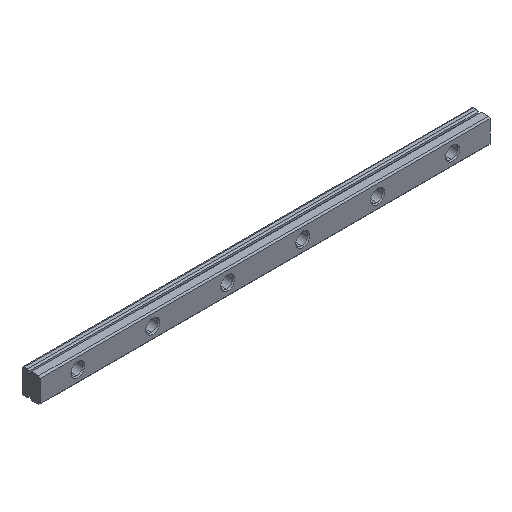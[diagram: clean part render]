
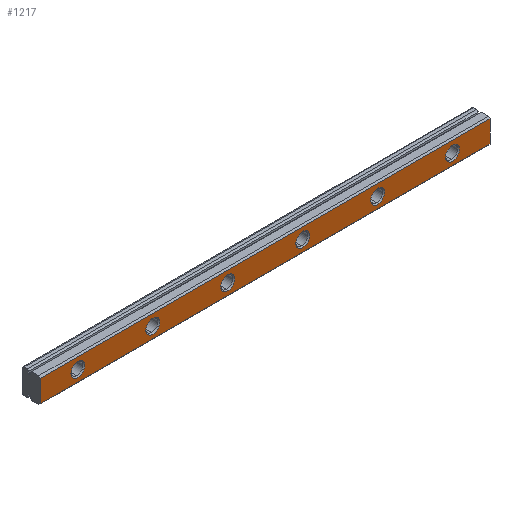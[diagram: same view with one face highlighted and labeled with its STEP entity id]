
A CAD part, isometric view. The second image highlights one B-rep face of the part: STEP entity #1217.
In plain terms, the highlighted planar face has unit normal (0, -1, 0).
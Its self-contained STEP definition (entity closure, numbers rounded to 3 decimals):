
#27 = AXIS2_PLACEMENT_3D ( 'NONE', #1047, #1039, #1014 ) ;
#47 = EDGE_CURVE ( 'NONE', #1089, #694, #1645, .T. ) ;
#49 = DIRECTION ( 'NONE',  ( 0., 0., 1. ) ) ;
#54 = ORIENTED_EDGE ( 'NONE', *, *, #362, .T. ) ;
#58 = EDGE_LOOP ( 'NONE', ( #1770, #1509, #1279, #490 ) ) ;
#64 = CARTESIAN_POINT ( 'NONE',  ( 22.5, 0., 1.4 ) ) ;
#95 = DIRECTION ( 'NONE',  ( 0., 0., 1. ) ) ;
#108 = CARTESIAN_POINT ( 'NONE',  ( 67.5, 0., 0. ) ) ;
#129 = FACE_BOUND ( 'NONE', #644, .T. ) ;
#135 = VERTEX_POINT ( 'NONE', #1372 ) ;
#178 = VERTEX_POINT ( 'NONE', #1589 ) ;
#189 = CARTESIAN_POINT ( 'NONE',  ( 22.5, 0., -1.4 ) ) ;
#191 = CIRCLE ( 'NONE', #1241, 1.4 ) ;
#195 = CARTESIAN_POINT ( 'NONE',  ( 37.5, 0., -1.4 ) ) ;
#230 = CIRCLE ( 'NONE', #2105, 1.4 ) ;
#240 = ORIENTED_EDGE ( 'NONE', *, *, #1322, .T. ) ;
#257 = CARTESIAN_POINT ( 'NONE',  ( 90., 0., 2.2 ) ) ;
#262 = CIRCLE ( 'NONE', #667, 1.4 ) ;
#339 = VERTEX_POINT ( 'NONE', #189 ) ;
#343 = LINE ( 'NONE', #958, #401 ) ;
#355 = ORIENTED_EDGE ( 'NONE', *, *, #1086, .T. ) ;
#359 = CARTESIAN_POINT ( 'NONE',  ( 82.5, 0., 0. ) ) ;
#362 = EDGE_CURVE ( 'NONE', #663, #178, #191, .T. ) ;
#369 = DIRECTION ( 'NONE',  ( 0., 0., 1. ) ) ;
#375 = AXIS2_PLACEMENT_3D ( 'NONE', #788, #812, #810 ) ;
#379 = CIRCLE ( 'NONE', #813, 1.4 ) ;
#383 = CARTESIAN_POINT ( 'NONE',  ( 90., 0., 2.2 ) ) ;
#386 = EDGE_CURVE ( 'NONE', #854, #1985, #982, .T. ) ;
#400 = DIRECTION ( 'NONE',  ( 0., 1., 0. ) ) ;
#401 = VECTOR ( 'NONE', #1464, 1000. ) ;
#420 = CARTESIAN_POINT ( 'NONE',  ( 52.5, 0., 1.4 ) ) ;
#490 = ORIENTED_EDGE ( 'NONE', *, *, #1756, .T. ) ;
#500 = CARTESIAN_POINT ( 'NONE',  ( 67.5, 0., 1.4 ) ) ;
#514 = ORIENTED_EDGE ( 'NONE', *, *, #1715, .T. ) ;
#515 = DIRECTION ( 'NONE',  ( 0., 1., 0. ) ) ;
#517 = VERTEX_POINT ( 'NONE', #1400 ) ;
#531 = DIRECTION ( 'NONE',  ( 0., 1., 0. ) ) ;
#541 = EDGE_CURVE ( 'NONE', #1497, #339, #379, .T. ) ;
#549 = AXIS2_PLACEMENT_3D ( 'NONE', #1775, #1769, #1767 ) ;
#569 = FACE_BOUND ( 'NONE', #1544, .T. ) ;
#579 = ORIENTED_EDGE ( 'NONE', *, *, #753, .T. ) ;
#581 = CARTESIAN_POINT ( 'NONE',  ( 7.5, 0., 0. ) ) ;
#609 = DIRECTION ( 'NONE',  ( 0., 1., 0. ) ) ;
#627 = CIRCLE ( 'NONE', #802, 1.4 ) ;
#644 = EDGE_LOOP ( 'NONE', ( #735, #514 ) ) ;
#663 = VERTEX_POINT ( 'NONE', #1418 ) ;
#667 = AXIS2_PLACEMENT_3D ( 'NONE', #1684, #2132, #95 ) ;
#677 = VECTOR ( 'NONE', #1211, 1000. ) ;
#686 = ORIENTED_EDGE ( 'NONE', *, *, #541, .T. ) ;
#694 = VERTEX_POINT ( 'NONE', #500 ) ;
#699 = LINE ( 'NONE', #257, #1529 ) ;
#702 = DIRECTION ( 'NONE',  ( 0., 0., 1. ) ) ;
#712 = CARTESIAN_POINT ( 'NONE',  ( 67.5, 0., -1.4 ) ) ;
#735 = ORIENTED_EDGE ( 'NONE', *, *, #386, .T. ) ;
#747 = DIRECTION ( 'NONE',  ( 0., 0., 1. ) ) ;
#753 = EDGE_CURVE ( 'NONE', #1393, #517, #1722, .T. ) ;
#788 = CARTESIAN_POINT ( 'NONE',  ( 7.5, 0., 0. ) ) ;
#802 = AXIS2_PLACEMENT_3D ( 'NONE', #910, #899, #895 ) ;
#810 = DIRECTION ( 'NONE',  ( 0., 0., 1. ) ) ;
#812 = DIRECTION ( 'NONE',  ( 0., 1., 0. ) ) ;
#813 = AXIS2_PLACEMENT_3D ( 'NONE', #1068, #872, #1956 ) ;
#838 = VERTEX_POINT ( 'NONE', #1023 ) ;
#854 = VERTEX_POINT ( 'NONE', #1696 ) ;
#867 = ORIENTED_EDGE ( 'NONE', *, *, #47, .T. ) ;
#872 = DIRECTION ( 'NONE',  ( 0., 1., 0. ) ) ;
#879 = CARTESIAN_POINT ( 'NONE',  ( 90., 0., 2.2 ) ) ;
#895 = DIRECTION ( 'NONE',  ( 0., 0., 1. ) ) ;
#899 = DIRECTION ( 'NONE',  ( 0., 1., 0. ) ) ;
#904 = VECTOR ( 'NONE', #1188, 1000. ) ;
#910 = CARTESIAN_POINT ( 'NONE',  ( 22.5, 0., 0. ) ) ;
#954 = LINE ( 'NONE', #1027, #904 ) ;
#958 = CARTESIAN_POINT ( 'NONE',  ( 90., 0., 2.2 ) ) ;
#979 = FACE_BOUND ( 'NONE', #2008, .T. ) ;
#982 = CIRCLE ( 'NONE', #2014, 1.4 ) ;
#1006 = CARTESIAN_POINT ( 'NONE',  ( 0., 0., 2.2 ) ) ;
#1014 = DIRECTION ( 'NONE',  ( 0., 0., 1. ) ) ;
#1023 = CARTESIAN_POINT ( 'NONE',  ( 0., 0., -2.2 ) ) ;
#1027 = CARTESIAN_POINT ( 'NONE',  ( 90., 0., -2.2 ) ) ;
#1039 = DIRECTION ( 'NONE',  ( 0., 1., 0. ) ) ;
#1047 = CARTESIAN_POINT ( 'NONE',  ( 67.5, 0., 0. ) ) ;
#1068 = CARTESIAN_POINT ( 'NONE',  ( 22.5, 0., 0. ) ) ;
#1086 = EDGE_CURVE ( 'NONE', #178, #663, #1140, .T. ) ;
#1089 = VERTEX_POINT ( 'NONE', #712 ) ;
#1115 = CARTESIAN_POINT ( 'NONE',  ( 0., 0., 2.2 ) ) ;
#1140 = CIRCLE ( 'NONE', #375, 1.4 ) ;
#1174 = EDGE_CURVE ( 'NONE', #694, #1089, #1448, .T. ) ;
#1188 = DIRECTION ( 'NONE',  ( -1., 0., 0. ) ) ;
#1201 = EDGE_CURVE ( 'NONE', #339, #1497, #627, .T. ) ;
#1211 = DIRECTION ( 'NONE',  ( 0., 0., -1. ) ) ;
#1217 = ADVANCED_FACE ( 'NONE', ( #1859, #569, #979, #1383, #129, #1805, #1326 ), #1367, .F. ) ;
#1241 = AXIS2_PLACEMENT_3D ( 'NONE', #581, #609, #1652 ) ;
#1251 = EDGE_LOOP ( 'NONE', ( #1358, #240 ) ) ;
#1279 = ORIENTED_EDGE ( 'NONE', *, *, #1964, .F. ) ;
#1322 = EDGE_CURVE ( 'NONE', #1465, #135, #1993, .T. ) ;
#1326 = FACE_BOUND ( 'NONE', #1392, .T. ) ;
#1351 = EDGE_CURVE ( 'NONE', #135, #1465, #262, .T. ) ;
#1358 = ORIENTED_EDGE ( 'NONE', *, *, #1351, .T. ) ;
#1367 = PLANE ( 'NONE',  #1412 ) ;
#1372 = CARTESIAN_POINT ( 'NONE',  ( 52.5, 0., -1.4 ) ) ;
#1383 = FACE_OUTER_BOUND ( 'NONE', #58, .T. ) ;
#1389 = ORIENTED_EDGE ( 'NONE', *, *, #2056, .T. ) ;
#1392 = EDGE_LOOP ( 'NONE', ( #1787, #686 ) ) ;
#1393 = VERTEX_POINT ( 'NONE', #195 ) ;
#1400 = CARTESIAN_POINT ( 'NONE',  ( 37.5, 0., 1.4 ) ) ;
#1412 = AXIS2_PLACEMENT_3D ( 'NONE', #879, #1609, #1604 ) ;
#1418 = CARTESIAN_POINT ( 'NONE',  ( 7.5, 0., -1.4 ) ) ;
#1448 = CIRCLE ( 'NONE', #27, 1.4 ) ;
#1464 = DIRECTION ( 'NONE',  ( 0., 0., -1. ) ) ;
#1465 = VERTEX_POINT ( 'NONE', #420 ) ;
#1471 = VERTEX_POINT ( 'NONE', #383 ) ;
#1497 = VERTEX_POINT ( 'NONE', #64 ) ;
#1509 = ORIENTED_EDGE ( 'NONE', *, *, #1901, .F. ) ;
#1529 = VECTOR ( 'NONE', #1866, 1000. ) ;
#1544 = EDGE_LOOP ( 'NONE', ( #867, #1796 ) ) ;
#1562 = VERTEX_POINT ( 'NONE', #1006 ) ;
#1573 = DIRECTION ( 'NONE',  ( 0., 1., 0. ) ) ;
#1578 = EDGE_LOOP ( 'NONE', ( #579, #1389 ) ) ;
#1589 = CARTESIAN_POINT ( 'NONE',  ( 7.5, 0., 1.4 ) ) ;
#1604 = DIRECTION ( 'NONE',  ( 0., 0., 1. ) ) ;
#1609 = DIRECTION ( 'NONE',  ( 0., 1., 0. ) ) ;
#1637 = CIRCLE ( 'NONE', #1678, 1.4 ) ;
#1645 = CIRCLE ( 'NONE', #1848, 1.4 ) ;
#1652 = DIRECTION ( 'NONE',  ( 0., 0., 1. ) ) ;
#1661 = CARTESIAN_POINT ( 'NONE',  ( 37.5, 0., 0. ) ) ;
#1678 = AXIS2_PLACEMENT_3D ( 'NONE', #359, #515, #369 ) ;
#1680 = DIRECTION ( 'NONE',  ( 0., 1., 0. ) ) ;
#1684 = CARTESIAN_POINT ( 'NONE',  ( 52.5, 0., 0. ) ) ;
#1691 = DIRECTION ( 'NONE',  ( 0., 0., 1. ) ) ;
#1696 = CARTESIAN_POINT ( 'NONE',  ( 82.5, 0., -1.4 ) ) ;
#1714 = CARTESIAN_POINT ( 'NONE',  ( 82.5, 0., 1.4 ) ) ;
#1715 = EDGE_CURVE ( 'NONE', #1985, #854, #1637, .T. ) ;
#1722 = CIRCLE ( 'NONE', #2058, 1.4 ) ;
#1723 = CARTESIAN_POINT ( 'NONE',  ( 90., 0., -2.2 ) ) ;
#1756 = EDGE_CURVE ( 'NONE', #1471, #1562, #699, .T. ) ;
#1767 = DIRECTION ( 'NONE',  ( 0., 0., 1. ) ) ;
#1769 = DIRECTION ( 'NONE',  ( 0., 1., 0. ) ) ;
#1770 = ORIENTED_EDGE ( 'NONE', *, *, #2020, .T. ) ;
#1775 = CARTESIAN_POINT ( 'NONE',  ( 52.5, 0., 0. ) ) ;
#1787 = ORIENTED_EDGE ( 'NONE', *, *, #1201, .T. ) ;
#1796 = ORIENTED_EDGE ( 'NONE', *, *, #1174, .T. ) ;
#1805 = FACE_BOUND ( 'NONE', #1251, .T. ) ;
#1848 = AXIS2_PLACEMENT_3D ( 'NONE', #108, #1573, #49 ) ;
#1859 = FACE_BOUND ( 'NONE', #1578, .T. ) ;
#1866 = DIRECTION ( 'NONE',  ( -1., 0., 0. ) ) ;
#1901 = EDGE_CURVE ( 'NONE', #2140, #838, #954, .T. ) ;
#1956 = DIRECTION ( 'NONE',  ( 0., 0., 1. ) ) ;
#1964 = EDGE_CURVE ( 'NONE', #1471, #2140, #343, .T. ) ;
#1985 = VERTEX_POINT ( 'NONE', #1714 ) ;
#1993 = CIRCLE ( 'NONE', #549, 1.4 ) ;
#2008 = EDGE_LOOP ( 'NONE', ( #54, #355 ) ) ;
#2014 = AXIS2_PLACEMENT_3D ( 'NONE', #2126, #400, #702 ) ;
#2018 = LINE ( 'NONE', #1115, #677 ) ;
#2020 = EDGE_CURVE ( 'NONE', #1562, #838, #2018, .T. ) ;
#2056 = EDGE_CURVE ( 'NONE', #517, #1393, #230, .T. ) ;
#2058 = AXIS2_PLACEMENT_3D ( 'NONE', #2090, #531, #747 ) ;
#2090 = CARTESIAN_POINT ( 'NONE',  ( 37.5, 0., 0. ) ) ;
#2105 = AXIS2_PLACEMENT_3D ( 'NONE', #1661, #1680, #1691 ) ;
#2126 = CARTESIAN_POINT ( 'NONE',  ( 82.5, 0., 0. ) ) ;
#2132 = DIRECTION ( 'NONE',  ( 0., 1., 0. ) ) ;
#2140 = VERTEX_POINT ( 'NONE', #1723 ) ;
